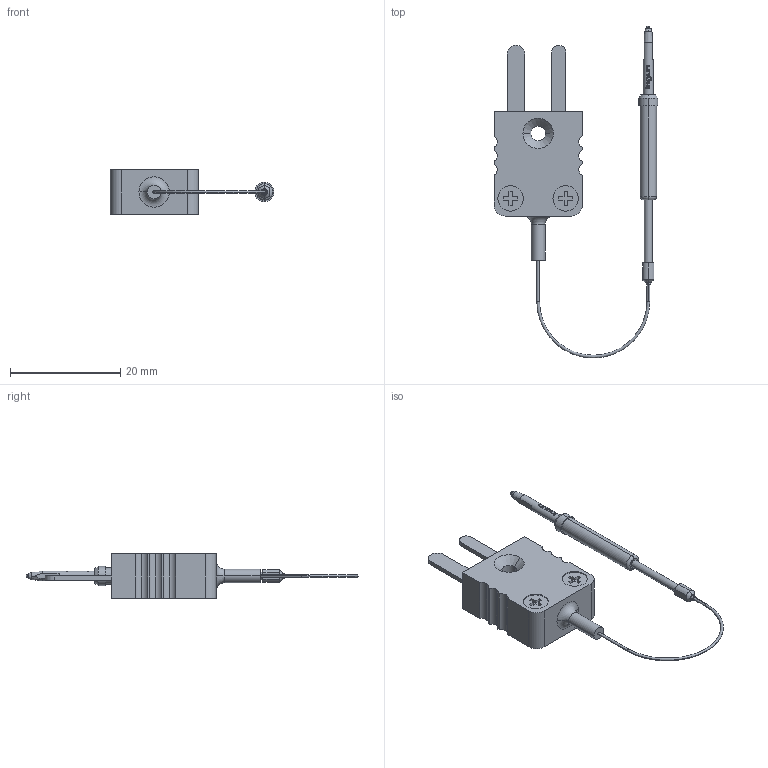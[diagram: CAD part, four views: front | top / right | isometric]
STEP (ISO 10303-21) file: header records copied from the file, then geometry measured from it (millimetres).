
FILE_DESCRIPTION (( 'STEP AP203' ), '1' );
FILE_NAME ('INGUN_TKS-503_405_050_U_xx02_K100S.STEP', '2022-05-19T07:30:48', ( 'ochi' ), ( '' ), 'SwSTEP 2.0', 'SolidWorks 2018', '' );
FILE_SCHEMA (( 'CONFIG_CONTROL_DESIGN' ));
Length unit declared in the file: millimetre
Products named in the file (1): INGUN_TKS-503_405_050_U_xx02_K100S
Bounding box: 29.75 x 60.25 x 8 mm (x, y, z)
Volume: 2605.9 mm3; surface area: 1865.4 mm2
Topology: 1 solids, 1 shells, 202 faces, 521 edges, 343 vertices
Faces by surface type: plane 110, cylinder 52, bspline 22, cone 10, torus 8
Entity records: 6579 total; most frequent: CARTESIAN_POINT 1645, ORIENTED_EDGE 1042, DIRECTION 960, EDGE_CURVE 521, AXIS2_PLACEMENT_3D 350, VERTEX_POINT 343, VECTOR 260, LINE 260
